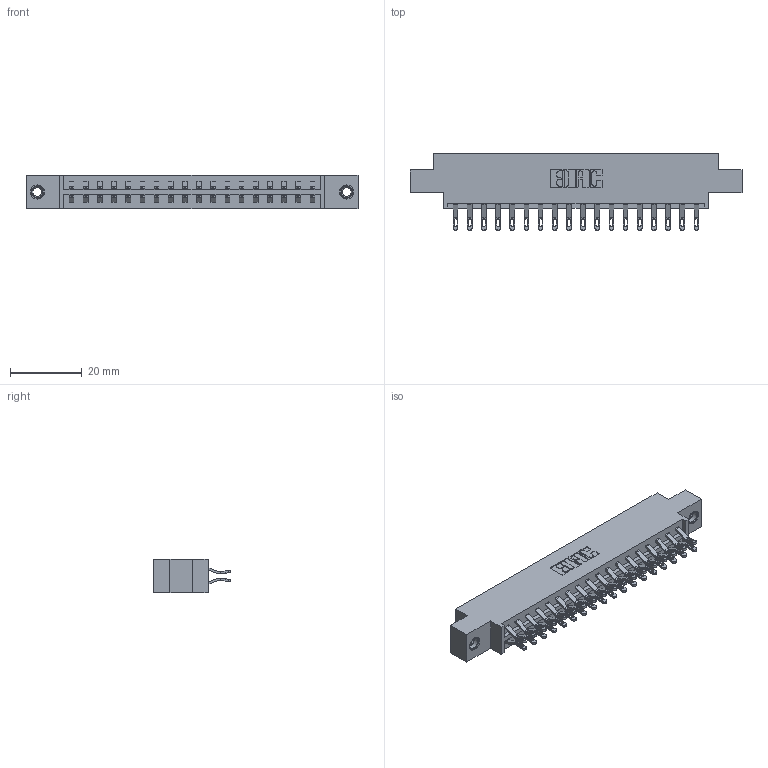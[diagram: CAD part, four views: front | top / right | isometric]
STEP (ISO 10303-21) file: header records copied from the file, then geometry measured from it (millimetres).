
FILE_DESCRIPTION (( 'STEP AP203' ), '1' );
FILE_NAME ('833-036-555-807.STEP', '2020-06-03T03:42:30', ( '' ), ( '' ), 'SwSTEP 2.0', 'SolidWorks 2020', '' );
FILE_SCHEMA (( 'CONFIG_CONTROL_DESIGN' ));
Length unit declared in the file: inch
Products named in the file (4): 345-292-001_555 Tail; 833-036-555-807; 833 Part_Offset - .156 Dia - TI; 345-250-001_345-250-005-103
Assembly tree (39 placements, depth 2):
  833-036-555-807
    833 Part_Offset - .156 Dia - TI
    345-292-001_555 Tail  x36
    345-250-001_345-250-005-103  x2
Bounding box: 92.86 x 21.47 x 9.4 mm (x, y, z)
Volume: 9119.4 mm3; surface area: 11169 mm2
Topology: 39 solids, 39 shells, 2266 faces, 7047 edges, 4690 vertices
Faces by surface type: plane 1330, cylinder 920, cone 12, torus 4
Entity records: 16328 total; most frequent: CARTESIAN_POINT 2755, ORIENTED_EDGE 2654, DIRECTION 2397, EDGE_CURVE 1327, VECTOR 1159, LINE 1159, VERTEX_POINT 880, AXIS2_PLACEMENT_3D 619
